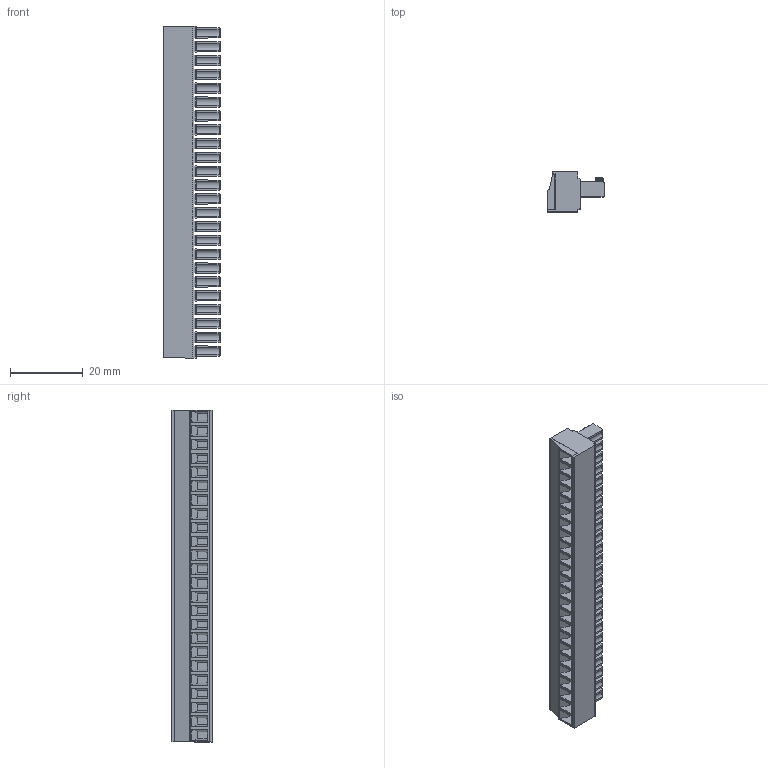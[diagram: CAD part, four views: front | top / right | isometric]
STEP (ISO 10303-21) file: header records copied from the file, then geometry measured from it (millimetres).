
FILE_DESCRIPTION(('STEP AP214'),'1');
FILE_NAME('SH24-3,81.stp','2018-11-19T09:19:48',(' '),(' '),'Spatial InterOp 3D',' ',' ');
FILE_SCHEMA(('AUTOMOTIVE_DESIGN { 1 0 10303 214 1 1 1 1 }'));
Length unit declared in the file: metre
Products named in the file (1): 1
Bounding box: 15.5 x 11.1 x 91.44 mm (x, y, z)
Volume: 8530.9 mm3; surface area: 9494.9 mm2
Topology: 1 solids, 1 shells, 1834 faces, 4848 edges, 3086 vertices
Faces by surface type: plane 1230, cylinder 412, torus 72, cone 72, sphere 48
Full cylindrical faces by diameter (mm): 1.2 x24, 2.8 x24, 3 x24
Entity records: 69903 total; most frequent: CARTESIAN_POINT 10765, ORIENTED_EDGE 9164, DIRECTION 9024, EDGE_CURVE 4582, LINE 3418, VECTOR 3418, VERTEX_POINT 3012, AXIS2_PLACEMENT_3D 2803
